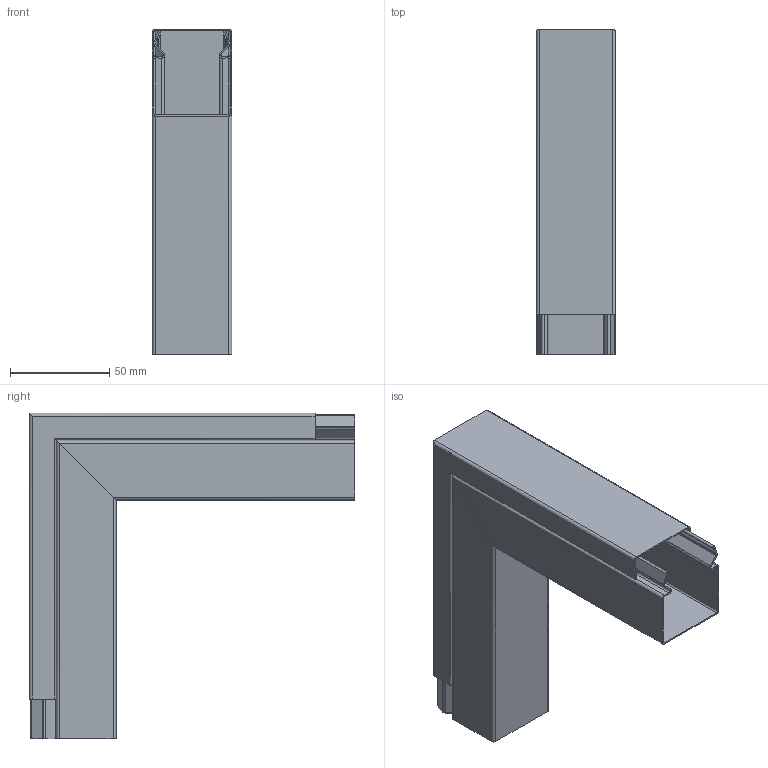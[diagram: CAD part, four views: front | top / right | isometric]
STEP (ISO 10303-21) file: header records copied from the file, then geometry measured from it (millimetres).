
FILE_DESCRIPTION(('CoCreate Modeling STEP Export'),'2;1');
FILE_NAME('6247563.stp','2016-08-19T11:28:01',(''),(''),'CoCreate Modeling STEP processor for AP214 (Solid Model)','CoCreate Modeling 16.00B 02-Dec-2008 (C) Parametric Technology GmbH','');
FILE_SCHEMA(('AUTOMOTIVE_DESIGN { 1 0 10303 214 1 1 1 1 }'));
Length unit declared in the file: millimetre
Products named in the file (3): LKM_Deckel_40mm; Leitungsfuehrungskanal_40x40.1; Ausseneck.1
Assembly tree (3 placements, depth 2):
  Ausseneck.1
    Leitungsfuehrungskanal_40x40.1  x2
    LKM_Deckel_40mm
Bounding box: 40.05 x 163.7 x 163.7 mm (x, y, z)
Volume: 45337.2 mm3; surface area: 122367.8 mm2
Topology: 3 solids, 3 shells, 182 faces, 524 edges, 348 vertices
Faces by surface type: cylinder 100, plane 82
Entity records: 4475 total; most frequent: CARTESIAN_POINT 1440, ORIENTED_EDGE 688, DIRECTION 548, EDGE_CURVE 344, VERTEX_POINT 228, VECTOR 220, LINE 220, AXIS2_PLACEMENT_3D 164
